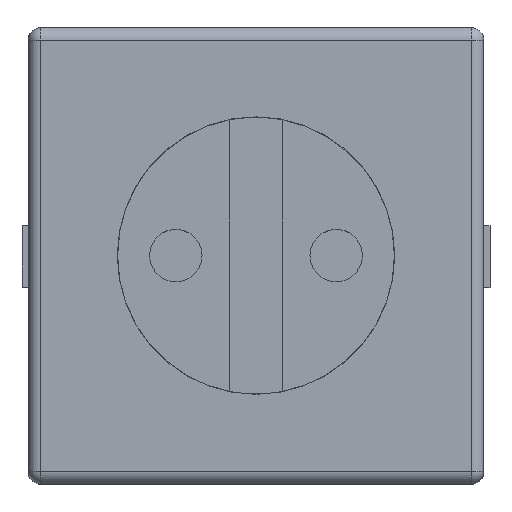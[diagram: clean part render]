
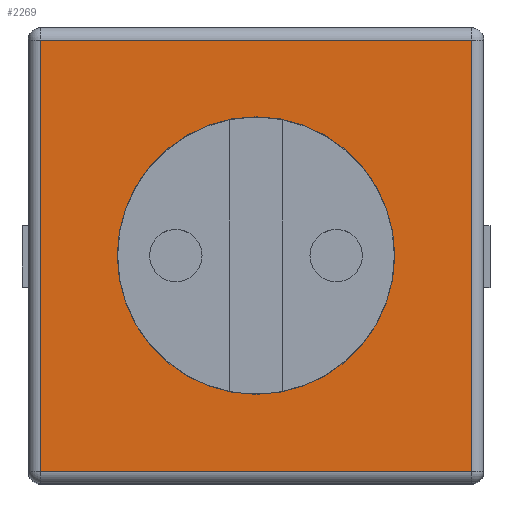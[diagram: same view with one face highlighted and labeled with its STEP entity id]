
A CAD part, top view. The second image highlights one B-rep face of the part: STEP entity #2269.
In plain terms, the highlighted planar face has unit normal (0, 0, 1).
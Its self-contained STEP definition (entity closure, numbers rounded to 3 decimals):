
#1455 = CYLINDRICAL_SURFACE('',#1456,0.2);
#1456 = AXIS2_PLACEMENT_3D('',#1457,#1458,#1459);
#1457 = CARTESIAN_POINT('',(-3.696,3.496,7.8));
#1458 = DIRECTION('',(1.,0.,0.));
#1459 = DIRECTION('',(-0.,1.,0.));
#1712 = CYLINDRICAL_SURFACE('',#1713,2.25);
#1713 = AXIS2_PLACEMENT_3D('',#1714,#1715,#1716);
#1714 = CARTESIAN_POINT('',(0.,0.,0.));
#1715 = DIRECTION('',(-0.,-0.,-1.));
#1716 = DIRECTION('',(1.,0.,0.));
#1838 = VERTEX_POINT('',#1839);
#1839 = CARTESIAN_POINT('',(-3.496,3.496,8.));
#1861 = EDGE_CURVE('',#1838,#1862,#1864,.T.);
#1862 = VERTEX_POINT('',#1863);
#1863 = CARTESIAN_POINT('',(3.496,3.496,8.));
#1864 = SURFACE_CURVE('',#1865,(#1869,#1876),.PCURVE_S1.);
#1865 = LINE('',#1866,#1867);
#1866 = CARTESIAN_POINT('',(-3.696,3.496,8.));
#1867 = VECTOR('',#1868,1.);
#1868 = DIRECTION('',(1.,0.,0.));
#1869 = PCURVE('',#1455,#1870);
#1870 = DEFINITIONAL_REPRESENTATION('',(#1871),#1875);
#1871 = LINE('',#1872,#1873);
#1872 = CARTESIAN_POINT('',(1.571,0.));
#1873 = VECTOR('',#1874,1.);
#1874 = DIRECTION('',(0.,1.));
#1875 = ( GEOMETRIC_REPRESENTATION_CONTEXT(2) 
PARAMETRIC_REPRESENTATION_CONTEXT() REPRESENTATION_CONTEXT('2D SPACE',''
  ) );
#1876 = PCURVE('',#1877,#1882);
#1877 = PLANE('',#1878);
#1878 = AXIS2_PLACEMENT_3D('',#1879,#1880,#1881);
#1879 = CARTESIAN_POINT('',(0.,0.,8.));
#1880 = DIRECTION('',(-0.,-0.,-1.));
#1881 = DIRECTION('',(-1.,0.,0.));
#1882 = DEFINITIONAL_REPRESENTATION('',(#1883),#1887);
#1883 = LINE('',#1884,#1885);
#1884 = CARTESIAN_POINT('',(3.696,3.496));
#1885 = VECTOR('',#1886,1.);
#1886 = DIRECTION('',(-1.,0.));
#1887 = ( GEOMETRIC_REPRESENTATION_CONTEXT(2) 
PARAMETRIC_REPRESENTATION_CONTEXT() REPRESENTATION_CONTEXT('2D SPACE',''
  ) );
#1953 = CYLINDRICAL_SURFACE('',#1954,0.2);
#1954 = AXIS2_PLACEMENT_3D('',#1955,#1956,#1957);
#1955 = CARTESIAN_POINT('',(-3.496,-3.696,7.8));
#1956 = DIRECTION('',(0.,1.,0.));
#1957 = DIRECTION('',(-1.,0.,0.));
#1987 = CYLINDRICAL_SURFACE('',#1988,0.2);
#1988 = AXIS2_PLACEMENT_3D('',#1989,#1990,#1991);
#1989 = CARTESIAN_POINT('',(3.496,3.696,7.8));
#1990 = DIRECTION('',(0.,-1.,0.));
#1991 = DIRECTION('',(1.,0.,0.));
#2149 = CYLINDRICAL_SURFACE('',#2150,0.2);
#2150 = AXIS2_PLACEMENT_3D('',#2151,#2152,#2153);
#2151 = CARTESIAN_POINT('',(3.696,-3.496,7.8));
#2152 = DIRECTION('',(-1.,0.,0.));
#2153 = DIRECTION('',(0.,-1.,0.));
#2166 = VERTEX_POINT('',#2167);
#2167 = CARTESIAN_POINT('',(2.25,0.,8.));
#2188 = EDGE_CURVE('',#2166,#2166,#2189,.T.);
#2189 = SURFACE_CURVE('',#2190,(#2195,#2202),.PCURVE_S1.);
#2190 = CIRCLE('',#2191,2.25);
#2191 = AXIS2_PLACEMENT_3D('',#2192,#2193,#2194);
#2192 = CARTESIAN_POINT('',(0.,0.,8.));
#2193 = DIRECTION('',(0.,0.,1.));
#2194 = DIRECTION('',(1.,0.,0.));
#2195 = PCURVE('',#1712,#2196);
#2196 = DEFINITIONAL_REPRESENTATION('',(#2197),#2201);
#2197 = LINE('',#2198,#2199);
#2198 = CARTESIAN_POINT('',(-0.,-8.));
#2199 = VECTOR('',#2200,1.);
#2200 = DIRECTION('',(-1.,0.));
#2201 = ( GEOMETRIC_REPRESENTATION_CONTEXT(2) 
PARAMETRIC_REPRESENTATION_CONTEXT() REPRESENTATION_CONTEXT('2D SPACE',''
  ) );
#2202 = PCURVE('',#1877,#2203);
#2203 = DEFINITIONAL_REPRESENTATION('',(#2204),#2212);
#2204 = ( BOUNDED_CURVE() B_SPLINE_CURVE(2,(#2205,#2206,#2207,#2208,
#2209,#2210,#2211),.UNSPECIFIED.,.T.,.F.) B_SPLINE_CURVE_WITH_KNOTS((1,2
    ,2,2,2,1),(-2.094,0.,2.094,4.189,
6.283,8.378),.UNSPECIFIED.) CURVE() 
GEOMETRIC_REPRESENTATION_ITEM() RATIONAL_B_SPLINE_CURVE((1.,0.5,1.,0.5,
1.,0.5,1.)) REPRESENTATION_ITEM('') );
#2205 = CARTESIAN_POINT('',(-2.25,0.));
#2206 = CARTESIAN_POINT('',(-2.25,3.897));
#2207 = CARTESIAN_POINT('',(1.125,1.949));
#2208 = CARTESIAN_POINT('',(4.5,0.));
#2209 = CARTESIAN_POINT('',(1.125,-1.949));
#2210 = CARTESIAN_POINT('',(-2.25,-3.897));
#2211 = CARTESIAN_POINT('',(-2.25,0.));
#2212 = ( GEOMETRIC_REPRESENTATION_CONTEXT(2) 
PARAMETRIC_REPRESENTATION_CONTEXT() REPRESENTATION_CONTEXT('2D SPACE',''
  ) );
#2269 = ADVANCED_FACE('',(#2270,#2340),#1877,.F.);
#2270 = FACE_BOUND('',#2271,.F.);
#2271 = EDGE_LOOP('',(#2272,#2295,#2318,#2339));
#2272 = ORIENTED_EDGE('',*,*,#2273,.T.);
#2273 = EDGE_CURVE('',#1862,#2274,#2276,.T.);
#2274 = VERTEX_POINT('',#2275);
#2275 = CARTESIAN_POINT('',(3.496,-3.496,8.));
#2276 = SURFACE_CURVE('',#2277,(#2281,#2288),.PCURVE_S1.);
#2277 = LINE('',#2278,#2279);
#2278 = CARTESIAN_POINT('',(3.496,3.696,8.));
#2279 = VECTOR('',#2280,1.);
#2280 = DIRECTION('',(0.,-1.,0.));
#2281 = PCURVE('',#1877,#2282);
#2282 = DEFINITIONAL_REPRESENTATION('',(#2283),#2287);
#2283 = LINE('',#2284,#2285);
#2284 = CARTESIAN_POINT('',(-3.496,3.696));
#2285 = VECTOR('',#2286,1.);
#2286 = DIRECTION('',(0.,-1.));
#2287 = ( GEOMETRIC_REPRESENTATION_CONTEXT(2) 
PARAMETRIC_REPRESENTATION_CONTEXT() REPRESENTATION_CONTEXT('2D SPACE',''
  ) );
#2288 = PCURVE('',#1987,#2289);
#2289 = DEFINITIONAL_REPRESENTATION('',(#2290),#2294);
#2290 = LINE('',#2291,#2292);
#2291 = CARTESIAN_POINT('',(1.571,0.));
#2292 = VECTOR('',#2293,1.);
#2293 = DIRECTION('',(0.,1.));
#2294 = ( GEOMETRIC_REPRESENTATION_CONTEXT(2) 
PARAMETRIC_REPRESENTATION_CONTEXT() REPRESENTATION_CONTEXT('2D SPACE',''
  ) );
#2295 = ORIENTED_EDGE('',*,*,#2296,.T.);
#2296 = EDGE_CURVE('',#2274,#2297,#2299,.T.);
#2297 = VERTEX_POINT('',#2298);
#2298 = CARTESIAN_POINT('',(-3.496,-3.496,8.));
#2299 = SURFACE_CURVE('',#2300,(#2304,#2311),.PCURVE_S1.);
#2300 = LINE('',#2301,#2302);
#2301 = CARTESIAN_POINT('',(3.696,-3.496,8.));
#2302 = VECTOR('',#2303,1.);
#2303 = DIRECTION('',(-1.,0.,0.));
#2304 = PCURVE('',#1877,#2305);
#2305 = DEFINITIONAL_REPRESENTATION('',(#2306),#2310);
#2306 = LINE('',#2307,#2308);
#2307 = CARTESIAN_POINT('',(-3.696,-3.496));
#2308 = VECTOR('',#2309,1.);
#2309 = DIRECTION('',(1.,0.));
#2310 = ( GEOMETRIC_REPRESENTATION_CONTEXT(2) 
PARAMETRIC_REPRESENTATION_CONTEXT() REPRESENTATION_CONTEXT('2D SPACE',''
  ) );
#2311 = PCURVE('',#2149,#2312);
#2312 = DEFINITIONAL_REPRESENTATION('',(#2313),#2317);
#2313 = LINE('',#2314,#2315);
#2314 = CARTESIAN_POINT('',(1.571,0.));
#2315 = VECTOR('',#2316,1.);
#2316 = DIRECTION('',(0.,1.));
#2317 = ( GEOMETRIC_REPRESENTATION_CONTEXT(2) 
PARAMETRIC_REPRESENTATION_CONTEXT() REPRESENTATION_CONTEXT('2D SPACE',''
  ) );
#2318 = ORIENTED_EDGE('',*,*,#2319,.T.);
#2319 = EDGE_CURVE('',#2297,#1838,#2320,.T.);
#2320 = SURFACE_CURVE('',#2321,(#2325,#2332),.PCURVE_S1.);
#2321 = LINE('',#2322,#2323);
#2322 = CARTESIAN_POINT('',(-3.496,-3.696,8.));
#2323 = VECTOR('',#2324,1.);
#2324 = DIRECTION('',(0.,1.,0.));
#2325 = PCURVE('',#1877,#2326);
#2326 = DEFINITIONAL_REPRESENTATION('',(#2327),#2331);
#2327 = LINE('',#2328,#2329);
#2328 = CARTESIAN_POINT('',(3.496,-3.696));
#2329 = VECTOR('',#2330,1.);
#2330 = DIRECTION('',(0.,1.));
#2331 = ( GEOMETRIC_REPRESENTATION_CONTEXT(2) 
PARAMETRIC_REPRESENTATION_CONTEXT() REPRESENTATION_CONTEXT('2D SPACE',''
  ) );
#2332 = PCURVE('',#1953,#2333);
#2333 = DEFINITIONAL_REPRESENTATION('',(#2334),#2338);
#2334 = LINE('',#2335,#2336);
#2335 = CARTESIAN_POINT('',(1.571,0.));
#2336 = VECTOR('',#2337,1.);
#2337 = DIRECTION('',(0.,1.));
#2338 = ( GEOMETRIC_REPRESENTATION_CONTEXT(2) 
PARAMETRIC_REPRESENTATION_CONTEXT() REPRESENTATION_CONTEXT('2D SPACE',''
  ) );
#2339 = ORIENTED_EDGE('',*,*,#1861,.T.);
#2340 = FACE_BOUND('',#2341,.F.);
#2341 = EDGE_LOOP('',(#2342));
#2342 = ORIENTED_EDGE('',*,*,#2188,.T.);
